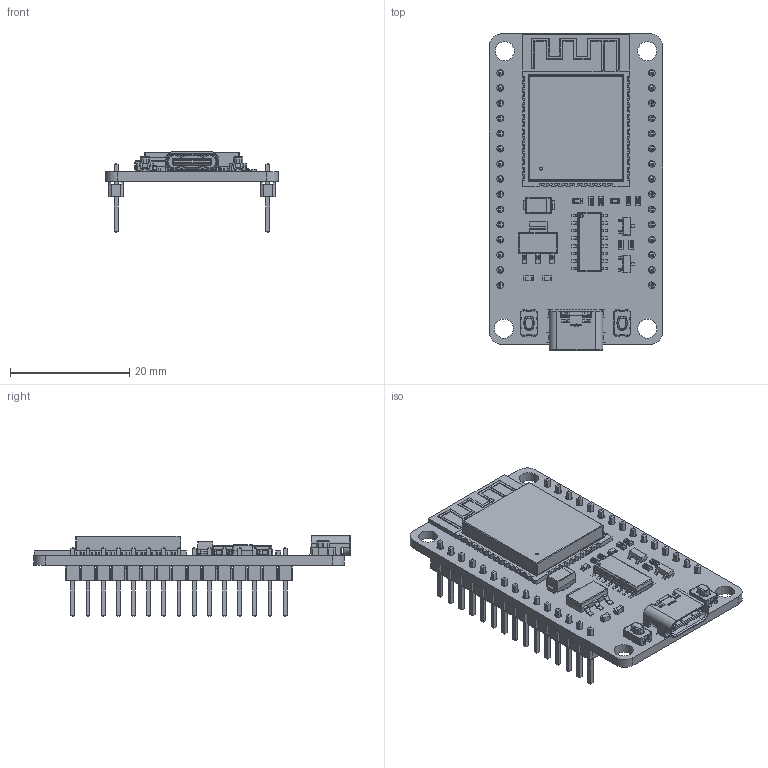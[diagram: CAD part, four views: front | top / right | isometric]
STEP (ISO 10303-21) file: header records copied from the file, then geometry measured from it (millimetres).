
FILE_DESCRIPTION(/* description */ (''),/* implementation_level */ '2;1');
FILE_NAME(/* name */ 'esp32-30pin_3dmodel_draft v1.step',/* time_stamp */ '2023-12-08T09:45:48+03:00',/* author */ (''),/* organization */ (''),/* preprocessor_version */ 'ST-DEVELOPER v20',/* originating_system */ 'Autodesk Translation Framework v12.14.0.127',/* authorisation */ '');
FILE_SCHEMA (('AUTOMOTIVE_DESIGN { 1 0 10303 214 3 1 1 }'));
Products named in the file (54): esp32-30pin_3dmodel_draft; Board; Open CASCADE STEP translator 7.5 114.1.1; Designator19; Designator20; 61301511121 (1); 6130xx11121_PIN; 61301511121; Designator18; SMA; Designator18 (1); Designator14; 0603 cap; Designator9; Designator15_1; Designator16_1; Designator17; Designator16; Designator15; Designator14 (1); Designator13; 0603 resistor; Designator12; LED 0603 Lens GREEN; LED 0603 Base GREEN; Designator12 (1); Designator11; 7508964400; Open CASCADE STEP translator 6.8 6.1; Body; Open CASCADE STEP translator 6.8 6.2.1; Leader; Designator10; SOT-23-3; Designator9 (1); SOT-223; Designator8; C&K - KMR7; Designator6; 7508963920 ...
Assembly tree (93 placements, depth 5):
  esp32-30pin_3dmodel_draft
    Board
      Open CASCADE STEP translator 7.5 114.1.1
    Designator19
      61301511121 (1)
        6130xx11121_PIN  x15
        61301511121
    Designator20
      61301511121 (1)
        6130xx11121_PIN  x15
        61301511121
    Designator18
      SMA
    Designator18 (1)
      0603 cap
    Designator14
      0603 cap
    Designator9
      C&K - KMR7
    Designator15_1
      0603 resistor
    Designator16_1
      0603 resistor
    Designator17
      LED 0603 Lens GREEN
      LED 0603 Base GREEN
    Designator16
      0603 resistor
    Designator15
      0603 resistor
    Designator14 (1)
      0603 resistor
    Designator13
      0603 resistor
    Designator12
      LED 0603 Lens GREEN
      LED 0603 Base GREEN
    Designator12 (1)
      SOT-23-3
    Designator11
      7508964400
        Open CASCADE STEP translator 6.8 6.1
        Body
          Open CASCADE STEP translator 6.8 6.2.1
        Leader  x16
    Designator10
      SOT-23-3
    Designator9 (1)
      SOT-223
    Designator8
      C&K - KMR7
    Designator6
      7508963920
    Free-Models
      Conn_Molex_2171790001_eec
        A1
          1
          2
          3
          4
Bounding box: 29 x 52.96 x 13.53 mm (x, y, z)
Volume: 4156.1 mm3; surface area: 8385.2 mm2
Topology: 184 solids, 185 shells, 4512 faces, 11509 edges, 7352 vertices
Faces by surface type: plane 3320, cylinder 872, bspline 114, torus 98, sphere 94, cone 14
Full cylindrical faces by diameter (mm): 0.2 x12, 0.5 x3, 1.1 x30, 3.2 x4
Entity records: 93805 total; most frequent: CARTESIAN_POINT 18835, ORIENTED_EDGE 15225, DIRECTION 14922, EDGE_CURVE 7613, LINE 5910, VECTOR 5910, VERTEX_POINT 4916, AXIS2_PLACEMENT_3D 4506
